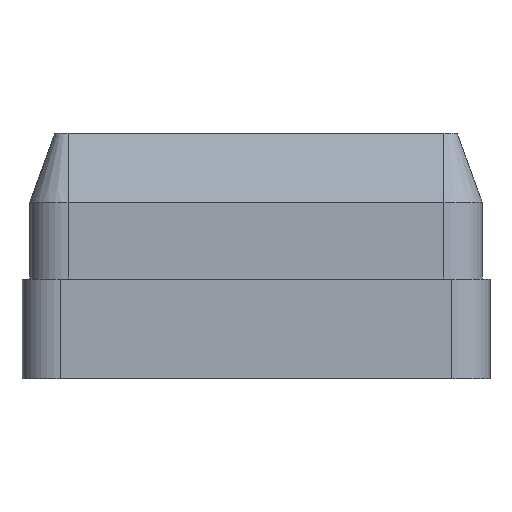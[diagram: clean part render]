
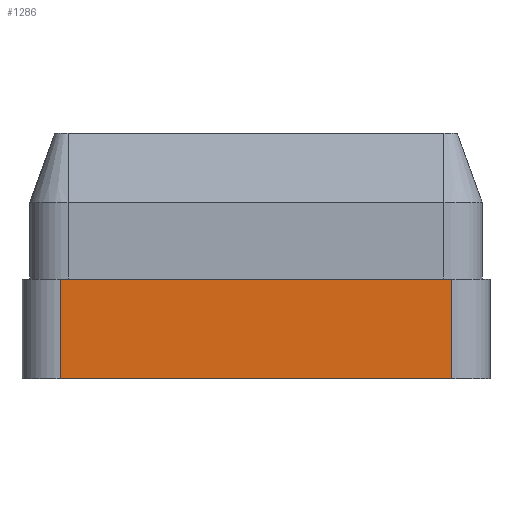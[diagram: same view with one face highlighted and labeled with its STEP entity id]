
A CAD part, front view. The second image highlights one B-rep face of the part: STEP entity #1286.
In plain terms, the highlighted planar face has unit normal (0, -1, 0).
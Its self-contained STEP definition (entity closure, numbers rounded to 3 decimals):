
#21 = EDGE_CURVE ( 'NONE', #2027, #2195, #807, .T. ) ;
#25 = CARTESIAN_POINT ( 'NONE',  ( -25.5, -51., 13. ) ) ;
#206 = CARTESIAN_POINT ( 'NONE',  ( -30.5, -51., 13. ) ) ;
#327 = ORIENTED_EDGE ( 'NONE', *, *, #21, .F. ) ;
#478 = FACE_OUTER_BOUND ( 'NONE', #1219, .T. ) ;
#748 = CARTESIAN_POINT ( 'NONE',  ( -30.5, -51., 13. ) ) ;
#760 = CARTESIAN_POINT ( 'NONE',  ( 25.5, -51., 13. ) ) ;
#807 = LINE ( 'NONE', #206, #1359 ) ;
#963 = DIRECTION ( 'NONE',  ( 0., 0., 1. ) ) ;
#969 = LINE ( 'NONE', #760, #1983 ) ;
#1113 = VECTOR ( 'NONE', #2468, 1000. ) ;
#1156 = LINE ( 'NONE', #2646, #2104 ) ;
#1188 = ORIENTED_EDGE ( 'NONE', *, *, #1311, .T. ) ;
#1192 = DIRECTION ( 'NONE',  ( 0., 0., 1. ) ) ;
#1219 = EDGE_LOOP ( 'NONE', ( #1188, #327, #1498, #2582 ) ) ;
#1255 = EDGE_CURVE ( 'NONE', #2027, #2604, #2185, .T. ) ;
#1286 = ADVANCED_FACE ( 'NONE', ( #478 ), #2383, .F. ) ;
#1311 = EDGE_CURVE ( 'NONE', #2453, #2195, #969, .T. ) ;
#1359 = VECTOR ( 'NONE', #2269, 1000. ) ;
#1426 = AXIS2_PLACEMENT_3D ( 'NONE', #748, #2187, #963 ) ;
#1430 = DIRECTION ( 'NONE',  ( 1., 0., 0. ) ) ;
#1493 = CARTESIAN_POINT ( 'NONE',  ( 25.5, -51., 13. ) ) ;
#1498 = ORIENTED_EDGE ( 'NONE', *, *, #1255, .T. ) ;
#1777 = CARTESIAN_POINT ( 'NONE',  ( -25.5, -51., 0. ) ) ;
#1856 = EDGE_CURVE ( 'NONE', #2604, #2453, #1156, .T. ) ;
#1934 = CARTESIAN_POINT ( 'NONE',  ( 25.5, -51., 0. ) ) ;
#1983 = VECTOR ( 'NONE', #1192, 1000. ) ;
#2027 = VERTEX_POINT ( 'NONE', #2281 ) ;
#2104 = VECTOR ( 'NONE', #1430, 1000. ) ;
#2185 = LINE ( 'NONE', #25, #1113 ) ;
#2187 = DIRECTION ( 'NONE',  ( 0., 1., 0. ) ) ;
#2195 = VERTEX_POINT ( 'NONE', #1493 ) ;
#2269 = DIRECTION ( 'NONE',  ( 1., 0., 0. ) ) ;
#2281 = CARTESIAN_POINT ( 'NONE',  ( -25.5, -51., 13. ) ) ;
#2383 = PLANE ( 'NONE',  #1426 ) ;
#2453 = VERTEX_POINT ( 'NONE', #1934 ) ;
#2468 = DIRECTION ( 'NONE',  ( 0., 0., -1. ) ) ;
#2582 = ORIENTED_EDGE ( 'NONE', *, *, #1856, .T. ) ;
#2604 = VERTEX_POINT ( 'NONE', #1777 ) ;
#2646 = CARTESIAN_POINT ( 'NONE',  ( -30.5, -51., 0. ) ) ;
